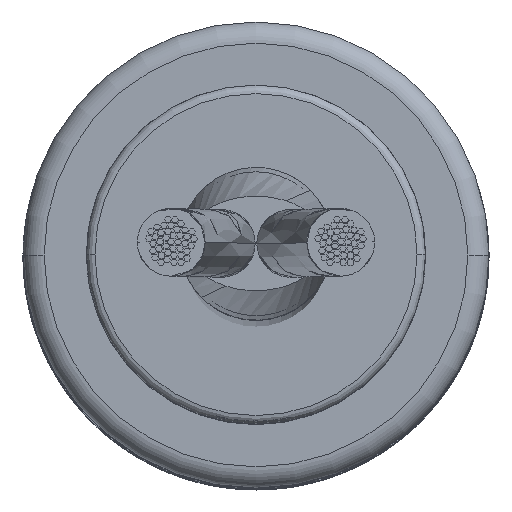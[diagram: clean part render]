
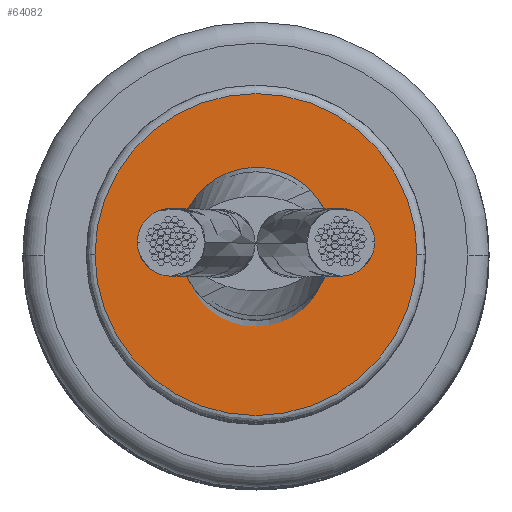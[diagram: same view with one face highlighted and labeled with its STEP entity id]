
A CAD part, top view. The second image highlights one B-rep face of the part: STEP entity #64082.
In plain terms, the highlighted face is planar.
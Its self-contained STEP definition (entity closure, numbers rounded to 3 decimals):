
#423 = ORIENTED_EDGE ( 'NONE', *, *, #3210, .T. ) ;
#1388 = CARTESIAN_POINT ( 'NONE',  ( 24., 3.8, 0. ) ) ;
#2309 = PLANE ( 'NONE',  #78639 ) ;
#3209 = CARTESIAN_POINT ( 'NONE',  ( 24., 0., 0. ) ) ;
#3210 = EDGE_CURVE ( 'NONE', #36810, #38558, #61251, .T. ) ;
#7870 = AXIS2_PLACEMENT_3D ( 'NONE', #22971, #54859, #81130 ) ;
#11868 = EDGE_CURVE ( 'NONE', #38558, #36810, #48257, .T. ) ;
#21229 = AXIS2_PLACEMENT_3D ( 'NONE', #3209, #48031, #21715 ) ;
#21715 = DIRECTION ( 'NONE',  ( 0., 1., 0. ) ) ;
#21941 = CARTESIAN_POINT ( 'NONE',  ( 24., 4., 0. ) ) ;
#22971 = CARTESIAN_POINT ( 'NONE',  ( 24., 0., 0. ) ) ;
#28347 = DIRECTION ( 'NONE',  ( 0., 1., 0. ) ) ;
#36810 = VERTEX_POINT ( 'NONE', #41208 ) ;
#38558 = VERTEX_POINT ( 'NONE', #1388 ) ;
#41208 = CARTESIAN_POINT ( 'NONE',  ( 24., -3.8, 0. ) ) ;
#44355 = EDGE_LOOP ( 'NONE', ( #71595, #423 ) ) ;
#48031 = DIRECTION ( 'NONE',  ( 1., 0., 0. ) ) ;
#48257 = CIRCLE ( 'NONE', #21229, 3.8 ) ;
#54859 = DIRECTION ( 'NONE',  ( 1., 0., 0. ) ) ;
#61251 = CIRCLE ( 'NONE', #7870, 3.8 ) ;
#64082 = ADVANCED_FACE ( 'NONE', ( #80224 ), #2309, .T. ) ;
#66648 = DIRECTION ( 'NONE',  ( 1., 0., 0. ) ) ;
#71595 = ORIENTED_EDGE ( 'NONE', *, *, #11868, .T. ) ;
#78639 = AXIS2_PLACEMENT_3D ( 'NONE', #21941, #66648, #28347 ) ;
#80224 = FACE_OUTER_BOUND ( 'NONE', #44355, .T. ) ;
#81130 = DIRECTION ( 'NONE',  ( 0., 1., 0. ) ) ;
